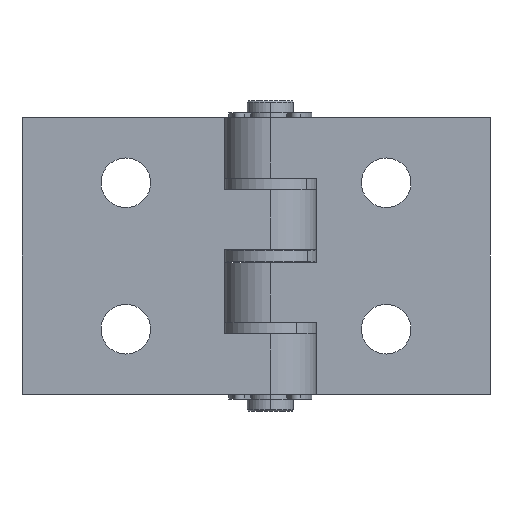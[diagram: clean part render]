
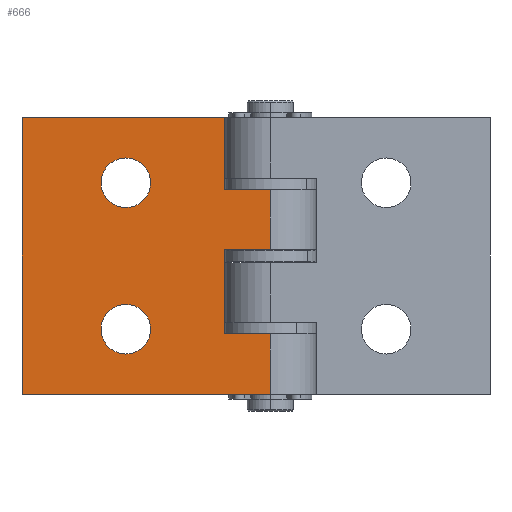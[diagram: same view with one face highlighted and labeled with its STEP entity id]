
A CAD part, front view. The second image highlights one B-rep face of the part: STEP entity #666.
In plain terms, the highlighted planar face has unit normal (0, -1, 0).
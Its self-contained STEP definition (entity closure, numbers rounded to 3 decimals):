
#3 = FACE_BOUND ( 'NONE', #3125, .T. ) ;
#51 = DIRECTION ( 'NONE',  ( 0., 0., -1. ) ) ;
#53 = FACE_BOUND ( 'NONE', #2581, .T. ) ;
#57 = VERTEX_POINT ( 'NONE', #1189 ) ;
#63 = EDGE_CURVE ( 'NONE', #57, #3121, #639, .T. ) ;
#70 = VECTOR ( 'NONE', #3105, 1000. ) ;
#89 = DIRECTION ( 'NONE',  ( 1., 0., 0. ) ) ;
#118 = CARTESIAN_POINT ( 'NONE',  ( 7.925, 0., 22.85 ) ) ;
#161 = CARTESIAN_POINT ( 'NONE',  ( 51., 0., 0. ) ) ;
#184 = CARTESIAN_POINT ( 'NONE',  ( 15.85, 0., 0. ) ) ;
#198 = CARTESIAN_POINT ( 'NONE',  ( 0., 0., 12.5 ) ) ;
#232 = CARTESIAN_POINT ( 'NONE',  ( 7.925, 0., 12.5 ) ) ;
#251 = CARTESIAN_POINT ( 'NONE',  ( 15.85, 0., 0. ) ) ;
#345 = EDGE_LOOP ( 'NONE', ( #3145, #3244, #1334, #1403, #2422, #2993, #2040, #2755, #563, #2892 ) ) ;
#410 = VECTOR ( 'NONE', #89, 1000. ) ;
#417 = CARTESIAN_POINT ( 'NONE',  ( 0., 0., 22.85 ) ) ;
#470 = EDGE_CURVE ( 'NONE', #2217, #1788, #2141, .T. ) ;
#512 = EDGE_CURVE ( 'NONE', #871, #2011, #1345, .T. ) ;
#545 = VECTOR ( 'NONE', #2254, 1000. ) ;
#561 = DIRECTION ( 'NONE',  ( 1., 0., 0. ) ) ;
#563 = ORIENTED_EDGE ( 'NONE', *, *, #1842, .T. ) ;
#639 = CIRCLE ( 'NONE', #1052, 4.3 ) ;
#666 = ADVANCED_FACE ( 'NONE', ( #1308, #53, #3 ), #3346, .F. ) ;
#694 = EDGE_CURVE ( 'NONE', #905, #2749, #2104, .T. ) ;
#739 = AXIS2_PLACEMENT_3D ( 'NONE', #1631, #3633, #1923 ) ;
#740 = LINE ( 'NONE', #2641, #3734 ) ;
#871 = VERTEX_POINT ( 'NONE', #1315 ) ;
#905 = VERTEX_POINT ( 'NONE', #1176 ) ;
#912 = CARTESIAN_POINT ( 'NONE',  ( 33., 0., 36.7 ) ) ;
#949 = VERTEX_POINT ( 'NONE', #2649 ) ;
#1052 = AXIS2_PLACEMENT_3D ( 'NONE', #912, #2932, #3502 ) ;
#1055 = DIRECTION ( 'NONE',  ( 0., 1., 0. ) ) ;
#1084 = CIRCLE ( 'NONE', #1825, 4.3 ) ;
#1113 = EDGE_CURVE ( 'NONE', #1890, #2375, #3315, .T. ) ;
#1155 = CARTESIAN_POINT ( 'NONE',  ( 33., 0., 11.3 ) ) ;
#1176 = CARTESIAN_POINT ( 'NONE',  ( 51., 0., 48. ) ) ;
#1189 = CARTESIAN_POINT ( 'NONE',  ( 33., 0., 41. ) ) ;
#1191 = CIRCLE ( 'NONE', #1478, 4.3 ) ;
#1217 = CARTESIAN_POINT ( 'NONE',  ( 7.925, 0., 37.5 ) ) ;
#1299 = EDGE_CURVE ( 'NONE', #949, #3032, #740, .T. ) ;
#1308 = FACE_OUTER_BOUND ( 'NONE', #345, .T. ) ;
#1315 = CARTESIAN_POINT ( 'NONE',  ( 33., 0., 15.6 ) ) ;
#1334 = ORIENTED_EDGE ( 'NONE', *, *, #2554, .T. ) ;
#1345 = CIRCLE ( 'NONE', #739, 4.3 ) ;
#1403 = ORIENTED_EDGE ( 'NONE', *, *, #694, .F. ) ;
#1478 = AXIS2_PLACEMENT_3D ( 'NONE', #2790, #1055, #3082 ) ;
#1609 = LINE ( 'NONE', #251, #2962 ) ;
#1629 = EDGE_CURVE ( 'NONE', #1890, #905, #3189, .T. ) ;
#1631 = CARTESIAN_POINT ( 'NONE',  ( 33., 0., 11.3 ) ) ;
#1766 = CARTESIAN_POINT ( 'NONE',  ( 0., 0., 37.5 ) ) ;
#1776 = ORIENTED_EDGE ( 'NONE', *, *, #63, .T. ) ;
#1788 = VERTEX_POINT ( 'NONE', #3258 ) ;
#1820 = VERTEX_POINT ( 'NONE', #118 ) ;
#1825 = AXIS2_PLACEMENT_3D ( 'NONE', #1155, #3160, #3175 ) ;
#1842 = EDGE_CURVE ( 'NONE', #3032, #1820, #3359, .T. ) ;
#1890 = VERTEX_POINT ( 'NONE', #2195 ) ;
#1923 = DIRECTION ( 'NONE',  ( 0., 0., 1. ) ) ;
#1936 = VERTEX_POINT ( 'NONE', #184 ) ;
#1972 = DIRECTION ( 'NONE',  ( 0., 0., -1. ) ) ;
#2002 = VECTOR ( 'NONE', #1972, 1000. ) ;
#2011 = VERTEX_POINT ( 'NONE', #3452 ) ;
#2018 = VECTOR ( 'NONE', #2838, 1000. ) ;
#2036 = DIRECTION ( 'NONE',  ( 1., 0., 0. ) ) ;
#2040 = ORIENTED_EDGE ( 'NONE', *, *, #3647, .T. ) ;
#2047 = CARTESIAN_POINT ( 'NONE',  ( 7.925, 0., 48. ) ) ;
#2090 = CARTESIAN_POINT ( 'NONE',  ( 33., 0., 32.4 ) ) ;
#2104 = LINE ( 'NONE', #2809, #2002 ) ;
#2126 = DIRECTION ( 'NONE',  ( 0., 1., 0. ) ) ;
#2136 = AXIS2_PLACEMENT_3D ( 'NONE', #2434, #2126, #3522 ) ;
#2141 = LINE ( 'NONE', #198, #545 ) ;
#2195 = CARTESIAN_POINT ( 'NONE',  ( 7.925, 0., 48. ) ) ;
#2210 = DIRECTION ( 'NONE',  ( -1., 0., 0. ) ) ;
#2217 = VERTEX_POINT ( 'NONE', #232 ) ;
#2235 = EDGE_CURVE ( 'NONE', #1788, #1936, #1609, .T. ) ;
#2254 = DIRECTION ( 'NONE',  ( 1., 0., 0. ) ) ;
#2313 = EDGE_CURVE ( 'NONE', #1820, #2217, #2392, .T. ) ;
#2375 = VERTEX_POINT ( 'NONE', #1217 ) ;
#2392 = LINE ( 'NONE', #3116, #2018 ) ;
#2422 = ORIENTED_EDGE ( 'NONE', *, *, #1629, .F. ) ;
#2434 = CARTESIAN_POINT ( 'NONE',  ( 7.925, 0., 48. ) ) ;
#2452 = CARTESIAN_POINT ( 'NONE',  ( 7.925, 0., 0. ) ) ;
#2467 = LINE ( 'NONE', #2452, #410 ) ;
#2554 = EDGE_CURVE ( 'NONE', #1936, #2749, #2467, .T. ) ;
#2581 = EDGE_LOOP ( 'NONE', ( #3069, #1776 ) ) ;
#2614 = VECTOR ( 'NONE', #2210, 1000. ) ;
#2641 = CARTESIAN_POINT ( 'NONE',  ( 15.85, 0., 22.85 ) ) ;
#2649 = CARTESIAN_POINT ( 'NONE',  ( 15.85, 0., 37.5 ) ) ;
#2654 = EDGE_CURVE ( 'NONE', #3121, #57, #1191, .T. ) ;
#2749 = VERTEX_POINT ( 'NONE', #161 ) ;
#2755 = ORIENTED_EDGE ( 'NONE', *, *, #1299, .T. ) ;
#2790 = CARTESIAN_POINT ( 'NONE',  ( 33., 0., 36.7 ) ) ;
#2809 = CARTESIAN_POINT ( 'NONE',  ( 51., 0., 48. ) ) ;
#2821 = CARTESIAN_POINT ( 'NONE',  ( 15.85, 0., 22.85 ) ) ;
#2838 = DIRECTION ( 'NONE',  ( 0., 0., -1. ) ) ;
#2888 = EDGE_CURVE ( 'NONE', #2011, #871, #1084, .T. ) ;
#2892 = ORIENTED_EDGE ( 'NONE', *, *, #2313, .T. ) ;
#2932 = DIRECTION ( 'NONE',  ( 0., 1., 0. ) ) ;
#2962 = VECTOR ( 'NONE', #3678, 1000. ) ;
#2993 = ORIENTED_EDGE ( 'NONE', *, *, #1113, .T. ) ;
#3032 = VERTEX_POINT ( 'NONE', #2821 ) ;
#3069 = ORIENTED_EDGE ( 'NONE', *, *, #2654, .T. ) ;
#3082 = DIRECTION ( 'NONE',  ( 0., 0., 1. ) ) ;
#3105 = DIRECTION ( 'NONE',  ( 0., 0., -1. ) ) ;
#3116 = CARTESIAN_POINT ( 'NONE',  ( 7.925, 0., 48. ) ) ;
#3121 = VERTEX_POINT ( 'NONE', #2090 ) ;
#3122 = VECTOR ( 'NONE', #2036, 1000. ) ;
#3125 = EDGE_LOOP ( 'NONE', ( #3257, #3402 ) ) ;
#3145 = ORIENTED_EDGE ( 'NONE', *, *, #470, .T. ) ;
#3160 = DIRECTION ( 'NONE',  ( 0., 1., 0. ) ) ;
#3175 = DIRECTION ( 'NONE',  ( 0., 0., 1. ) ) ;
#3189 = LINE ( 'NONE', #2047, #3233 ) ;
#3233 = VECTOR ( 'NONE', #561, 1000. ) ;
#3244 = ORIENTED_EDGE ( 'NONE', *, *, #2235, .T. ) ;
#3257 = ORIENTED_EDGE ( 'NONE', *, *, #2888, .T. ) ;
#3258 = CARTESIAN_POINT ( 'NONE',  ( 15.85, 0., 12.5 ) ) ;
#3315 = LINE ( 'NONE', #3357, #70 ) ;
#3346 = PLANE ( 'NONE',  #2136 ) ;
#3357 = CARTESIAN_POINT ( 'NONE',  ( 7.925, 0., 48. ) ) ;
#3359 = LINE ( 'NONE', #417, #2614 ) ;
#3402 = ORIENTED_EDGE ( 'NONE', *, *, #512, .T. ) ;
#3452 = CARTESIAN_POINT ( 'NONE',  ( 33., 0., 7. ) ) ;
#3502 = DIRECTION ( 'NONE',  ( 0., 0., 1. ) ) ;
#3522 = DIRECTION ( 'NONE',  ( 0., 0., 1. ) ) ;
#3608 = LINE ( 'NONE', #1766, #3122 ) ;
#3633 = DIRECTION ( 'NONE',  ( 0., 1., 0. ) ) ;
#3647 = EDGE_CURVE ( 'NONE', #2375, #949, #3608, .T. ) ;
#3678 = DIRECTION ( 'NONE',  ( 0., 0., -1. ) ) ;
#3734 = VECTOR ( 'NONE', #51, 1000. ) ;
